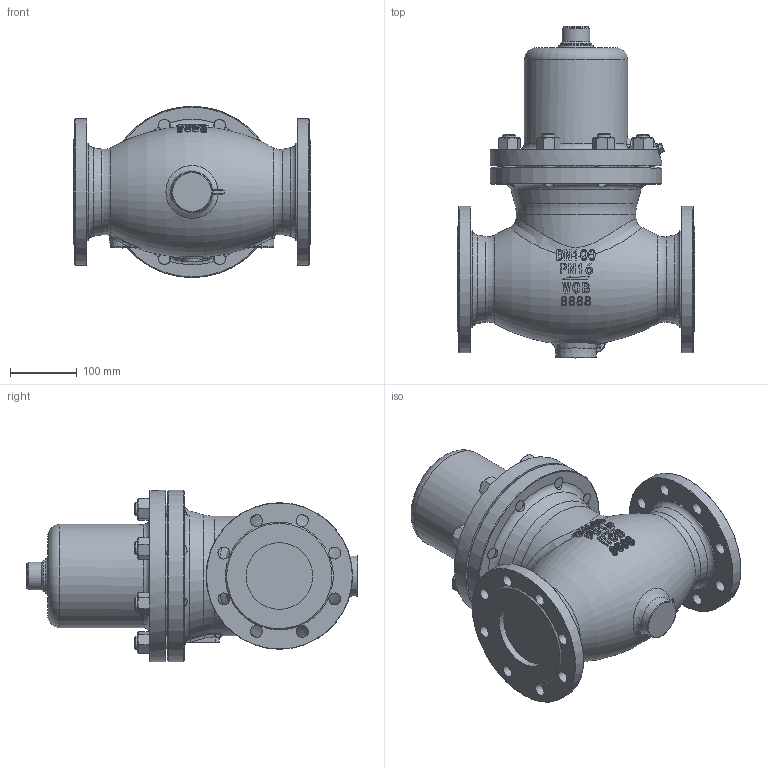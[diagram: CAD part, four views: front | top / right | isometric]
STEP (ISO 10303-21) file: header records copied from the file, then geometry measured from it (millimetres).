
FILE_DESCRIPTION (( 'STEP AP214' ), '1' );
FILE_NAME ('V230YLFYMFTJJGZJ.100.16-40 V230压力阀硬密封调节机构组件0225.STEP', '2025-02-26T07:17:18', ( '' ), ( '' ), 'SwSTEP 2.0', 'SolidWorks 2020', '' );
FILE_SCHEMA (( 'AUTOMOTIVE_DESIGN' ));
Length unit declared in the file: millimetre
Products named in the file (1): V230YLFYMFTJJGZJ.100.16-40 V230压力阀硬密封调节机构组件0225
Bounding box: 356 x 498.2 x 257 mm (x, y, z)
Volume: 15519916.4 mm3; surface area: 624059.1 mm2
Topology: 1 solids, 1 shells, 711 faces, 1735 edges, 1061 vertices
Faces by surface type: plane 204, cone 157, bspline 146, cylinder 124, torus 78, sphere 2
Full cylindrical faces by diameter (mm): 2.6 x4, 3 x1, 10 x1, 17.5 x8, 18 x18, 18.376 x8, 18.5 x1, 20 x25, 22 x8, 38 x1, 42 x1, 48 x1, 51 x1, 100 x2, 146 x2, 155 x1, 180 x1, 195 x1, 220 x2, 257 x2
Entity records: 43328 total; most frequent: CARTESIAN_POINT 22629, ORIENTED_EDGE 2904, DIRECTION 2396, EDGE_CURVE 1452, AXIS2_PLACEMENT_3D 1078, EDGE_LOOP 974, VERTEX_POINT 960, FACE_OUTER_BOUND 824
